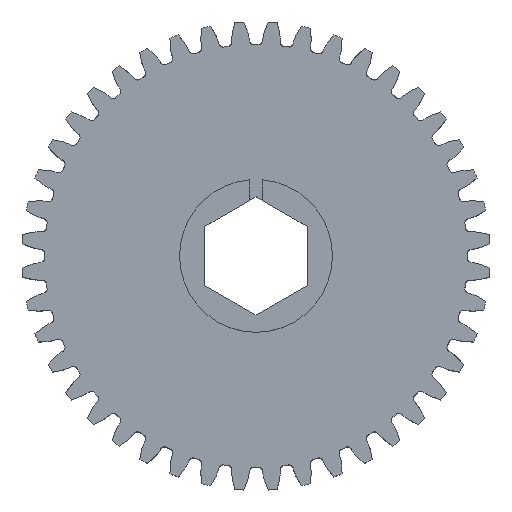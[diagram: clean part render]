
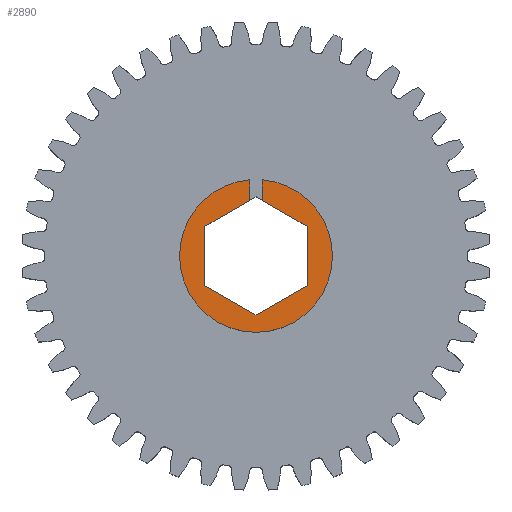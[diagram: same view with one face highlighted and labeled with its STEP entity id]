
A CAD part, top view. The second image highlights one B-rep face of the part: STEP entity #2890.
In plain terms, the highlighted planar face has unit normal (0, 0, 1).
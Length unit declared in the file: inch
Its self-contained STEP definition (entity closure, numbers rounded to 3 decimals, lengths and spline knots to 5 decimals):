
#231 = CARTESIAN_POINT ( 'NONE',  ( 0., -0.28983, 0.249 ) ) ;
#478 = EDGE_CURVE ( 'NONE', #11304, #17417, #4768, .T. ) ;
#669 = AXIS2_PLACEMENT_3D ( 'NONE', #9446, #4141, #6579 ) ;
#915 = LINE ( 'NONE', #6290, #8726 ) ;
#955 = VECTOR ( 'NONE', #8675, 39.37008 ) ;
#1513 = VECTOR ( 'NONE', #3495, 39.37008 ) ;
#1521 = EDGE_LOOP ( 'NONE', ( #9633, #10689, #14992, #6318, #13655, #2781, #8838, #12450, #16863, #10945, #4340 ) ) ;
#1529 = DIRECTION ( 'NONE',  ( 1., 0., 0. ) ) ;
#1808 = CIRCLE ( 'NONE', #3816, 0.375 ) ;
#1986 = DIRECTION ( 'NONE',  ( 0.866, -0.5, 0. ) ) ;
#2030 = EDGE_CURVE ( 'NONE', #16478, #9202, #11242, .T. ) ;
#2108 = VECTOR ( 'NONE', #10877, 39.37008 ) ;
#2613 = PLANE ( 'NONE',  #13810 ) ;
#2738 = LINE ( 'NONE', #15083, #7587 ) ;
#2781 = ORIENTED_EDGE ( 'NONE', *, *, #8711, .F. ) ;
#2890 = ADVANCED_FACE ( 'NONE', ( #14876 ), #2613, .T. ) ;
#3340 = EDGE_CURVE ( 'NONE', #8478, #13217, #10022, .T. ) ;
#3495 = DIRECTION ( 'NONE',  ( 0., 1., 0. ) ) ;
#3781 = DIRECTION ( 'NONE',  ( 0., 0., 1. ) ) ;
#3816 = AXIS2_PLACEMENT_3D ( 'NONE', #4134, #3963, #1529 ) ;
#3963 = DIRECTION ( 'NONE',  ( 0., 0., 1. ) ) ;
#4134 = CARTESIAN_POINT ( 'NONE',  ( 0., 0., 0.249 ) ) ;
#4137 = CARTESIAN_POINT ( 'NONE',  ( -0.03125, 0.3737, 0.249 ) ) ;
#4141 = DIRECTION ( 'NONE',  ( 0., 0., 1. ) ) ;
#4260 = VERTEX_POINT ( 'NONE', #8339 ) ;
#4281 = CARTESIAN_POINT ( 'NONE',  ( 0., 0.28983, 0.249 ) ) ;
#4333 = EDGE_CURVE ( 'NONE', #6739, #11304, #1808, .T. ) ;
#4340 = ORIENTED_EDGE ( 'NONE', *, *, #13855, .F. ) ;
#4768 = CIRCLE ( 'NONE', #15618, 0.375 ) ;
#4820 = CARTESIAN_POINT ( 'NONE',  ( 0., -0.28983, 0.249 ) ) ;
#4845 = LINE ( 'NONE', #11561, #1513 ) ;
#5013 = VECTOR ( 'NONE', #11010, 39.37008 ) ;
#5749 = EDGE_CURVE ( 'NONE', #11030, #7296, #13132, .T. ) ;
#5864 = DIRECTION ( 'NONE',  ( 0., 1., 0. ) ) ;
#6237 = DIRECTION ( 'NONE',  ( 0., -1., 0. ) ) ;
#6290 = CARTESIAN_POINT ( 'NONE',  ( -0.251, -0.14491, 0.249 ) ) ;
#6303 = EDGE_CURVE ( 'NONE', #13217, #4260, #4845, .T. ) ;
#6318 = ORIENTED_EDGE ( 'NONE', *, *, #8817, .T. ) ;
#6511 = VERTEX_POINT ( 'NONE', #11789 ) ;
#6579 = DIRECTION ( 'NONE',  ( 1., 0., 0. ) ) ;
#6739 = VERTEX_POINT ( 'NONE', #4137 ) ;
#6822 = CARTESIAN_POINT ( 'NONE',  ( 0., 0., 0.249 ) ) ;
#7175 = CARTESIAN_POINT ( 'NONE',  ( 0.03125, 0.27179, 0.249 ) ) ;
#7296 = VERTEX_POINT ( 'NONE', #15406 ) ;
#7450 = CARTESIAN_POINT ( 'NONE',  ( 0.375, 0., 0.249 ) ) ;
#7587 = VECTOR ( 'NONE', #17688, 39.37008 ) ;
#7856 = CARTESIAN_POINT ( 'NONE',  ( -0.251, 0.14491, 0.249 ) ) ;
#7967 = CARTESIAN_POINT ( 'NONE',  ( -0.251, 0.14491, 0.249 ) ) ;
#8339 = CARTESIAN_POINT ( 'NONE',  ( 0.251, 0.14491, 0.249 ) ) ;
#8478 = VERTEX_POINT ( 'NONE', #231 ) ;
#8675 = DIRECTION ( 'NONE',  ( 0.866, 0.5, 0. ) ) ;
#8711 = EDGE_CURVE ( 'NONE', #4260, #16478, #14805, .T. ) ;
#8726 = VECTOR ( 'NONE', #1986, 39.37008 ) ;
#8762 = CARTESIAN_POINT ( 'NONE',  ( 0., 0., 0.249 ) ) ;
#8786 = VECTOR ( 'NONE', #5864, 39.37008 ) ;
#8817 = EDGE_CURVE ( 'NONE', #17417, #9202, #12135, .T. ) ;
#8838 = ORIENTED_EDGE ( 'NONE', *, *, #6303, .F. ) ;
#9202 = VERTEX_POINT ( 'NONE', #11750 ) ;
#9446 = CARTESIAN_POINT ( 'NONE',  ( 0., 0., 0.249 ) ) ;
#9537 = VECTOR ( 'NONE', #6237, 39.37008 ) ;
#9633 = ORIENTED_EDGE ( 'NONE', *, *, #15045, .F. ) ;
#10022 = LINE ( 'NONE', #4820, #955 ) ;
#10689 = ORIENTED_EDGE ( 'NONE', *, *, #4333, .T. ) ;
#10791 = CARTESIAN_POINT ( 'NONE',  ( 0.251, 0.14491, 0.249 ) ) ;
#10877 = DIRECTION ( 'NONE',  ( -0.866, 0.5, 0. ) ) ;
#10945 = ORIENTED_EDGE ( 'NONE', *, *, #5749, .F. ) ;
#11010 = DIRECTION ( 'NONE',  ( -0.866, -0.5, 0. ) ) ;
#11030 = VERTEX_POINT ( 'NONE', #7967 ) ;
#11242 = LINE ( 'NONE', #15431, #8786 ) ;
#11304 = VERTEX_POINT ( 'NONE', #13181 ) ;
#11561 = CARTESIAN_POINT ( 'NONE',  ( 0.251, -0.14491, 0.249 ) ) ;
#11750 = CARTESIAN_POINT ( 'NONE',  ( 0.03125, 0.3737, 0.249 ) ) ;
#11789 = CARTESIAN_POINT ( 'NONE',  ( -0.03125, 0.27179, 0.249 ) ) ;
#12135 = CIRCLE ( 'NONE', #669, 0.375 ) ;
#12346 = LINE ( 'NONE', #4281, #5013 ) ;
#12430 = DIRECTION ( 'NONE',  ( 1., 0., 0. ) ) ;
#12450 = ORIENTED_EDGE ( 'NONE', *, *, #3340, .F. ) ;
#12585 = CARTESIAN_POINT ( 'NONE',  ( 0.251, -0.14491, 0.249 ) ) ;
#12769 = EDGE_CURVE ( 'NONE', #7296, #8478, #915, .T. ) ;
#13132 = LINE ( 'NONE', #7856, #9537 ) ;
#13181 = CARTESIAN_POINT ( 'NONE',  ( -0.375, 0., 0.249 ) ) ;
#13217 = VERTEX_POINT ( 'NONE', #12585 ) ;
#13655 = ORIENTED_EDGE ( 'NONE', *, *, #2030, .F. ) ;
#13810 = AXIS2_PLACEMENT_3D ( 'NONE', #6822, #3781, #14705 ) ;
#13855 = EDGE_CURVE ( 'NONE', #6511, #11030, #12346, .T. ) ;
#14705 = DIRECTION ( 'NONE',  ( 1., 0., 0. ) ) ;
#14805 = LINE ( 'NONE', #10791, #2108 ) ;
#14876 = FACE_OUTER_BOUND ( 'NONE', #1521, .T. ) ;
#14992 = ORIENTED_EDGE ( 'NONE', *, *, #478, .T. ) ;
#15045 = EDGE_CURVE ( 'NONE', #6739, #6511, #2738, .T. ) ;
#15083 = CARTESIAN_POINT ( 'NONE',  ( -0.03125, 0.15593, 0.249 ) ) ;
#15406 = CARTESIAN_POINT ( 'NONE',  ( -0.251, -0.14491, 0.249 ) ) ;
#15431 = CARTESIAN_POINT ( 'NONE',  ( 0.03125, 0.15593, 0.249 ) ) ;
#15618 = AXIS2_PLACEMENT_3D ( 'NONE', #8762, #16532, #12430 ) ;
#16478 = VERTEX_POINT ( 'NONE', #7175 ) ;
#16532 = DIRECTION ( 'NONE',  ( 0., 0., 1. ) ) ;
#16863 = ORIENTED_EDGE ( 'NONE', *, *, #12769, .F. ) ;
#17417 = VERTEX_POINT ( 'NONE', #7450 ) ;
#17688 = DIRECTION ( 'NONE',  ( 0., -1., 0. ) ) ;
